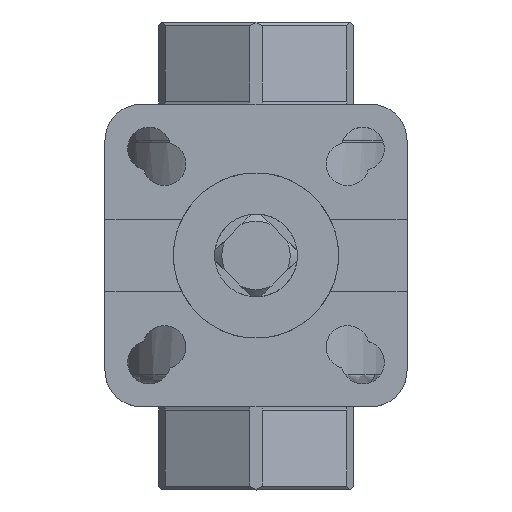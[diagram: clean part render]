
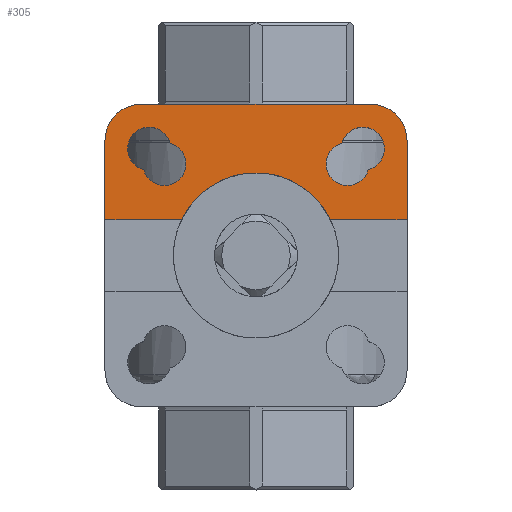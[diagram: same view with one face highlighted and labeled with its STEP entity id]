
A CAD part, top view. The second image highlights one B-rep face of the part: STEP entity #305.
In plain terms, the highlighted planar face has unit normal (0, 0, 1).
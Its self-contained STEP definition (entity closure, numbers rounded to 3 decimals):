
#305 = ADVANCED_FACE( '', ( #652, #653, #654 ), #655, .F. );
#652 = FACE_BOUND( '', #2129, .T. );
#653 = FACE_BOUND( '', #2130, .T. );
#654 = FACE_OUTER_BOUND( '', #2131, .T. );
#655 = PLANE( '', #2132 );
#2129 = EDGE_LOOP( '', ( #2974, #2975 ) );
#2130 = EDGE_LOOP( '', ( #2976, #2977 ) );
#2131 = EDGE_LOOP( '', ( #2978, #2979, #2980, #2981, #2982, #2983, #2984, #2985 ) );
#2132 = AXIS2_PLACEMENT_3D( '', #2986, #2987, #2988 );
#2974 = ORIENTED_EDGE( '', *, *, #3467, .T. );
#2975 = ORIENTED_EDGE( '', *, *, #3526, .T. );
#2976 = ORIENTED_EDGE( '', *, *, #3559, .T. );
#2977 = ORIENTED_EDGE( '', *, *, #3304, .T. );
#2978 = ORIENTED_EDGE( '', *, *, #3560, .T. );
#2979 = ORIENTED_EDGE( '', *, *, #3522, .T. );
#2980 = ORIENTED_EDGE( '', *, *, #3453, .F. );
#2981 = ORIENTED_EDGE( '', *, *, #3561, .T. );
#2982 = ORIENTED_EDGE( '', *, *, #3562, .F. );
#2983 = ORIENTED_EDGE( '', *, *, #3481, .T. );
#2984 = ORIENTED_EDGE( '', *, *, #3219, .F. );
#2985 = ORIENTED_EDGE( '', *, *, #3530, .T. );
#2986 = CARTESIAN_POINT( '', ( -21., 11.5, 40. ) );
#2987 = DIRECTION( '', ( 0., 0., -1. ) );
#2988 = DIRECTION( '', ( -1., 0., 0. ) );
#3219 = EDGE_CURVE( '', #3611, #3613, #3614, .T. );
#3304 = EDGE_CURVE( '', #3766, #3764, #3767, .T. );
#3453 = EDGE_CURVE( '', #3995, #3996, #3997, .T. );
#3467 = EDGE_CURVE( '', #4019, #4017, #4020, .T. );
#3481 = EDGE_CURVE( '', #4038, #3613, #4039, .F. );
#3522 = EDGE_CURVE( '', #4092, #3996, #4093, .T. );
#3526 = EDGE_CURVE( '', #4017, #4019, #4097, .T. );
#3530 = EDGE_CURVE( '', #3611, #4101, #4103, .T. );
#3559 = EDGE_CURVE( '', #3764, #3766, #4135, .T. );
#3560 = EDGE_CURVE( '', #4101, #4092, #4136, .T. );
#3561 = EDGE_CURVE( '', #3995, #4137, #4138, .F. );
#3562 = EDGE_CURVE( '', #4038, #4137, #4139, .T. );
#3611 = VERTEX_POINT( '', #4195 );
#3613 = VERTEX_POINT( '', #4198 );
#3614 = LINE( '', #4199, #4200 );
#3764 = VERTEX_POINT( '', #4683 );
#3766 = VERTEX_POINT( '', #4686 );
#3767 = CIRCLE( '', #4687, 3. );
#3995 = VERTEX_POINT( '', #5079 );
#3996 = VERTEX_POINT( '', #5080 );
#3997 = LINE( '', #5081, #5082 );
#4017 = VERTEX_POINT( '', #5268 );
#4019 = VERTEX_POINT( '', #5271 );
#4020 = CIRCLE( '', #5272, 3. );
#4038 = VERTEX_POINT( '', #5296 );
#4039 = CIRCLE( '', #5297, 5. );
#4092 = VERTEX_POINT( '', #5369 );
#4093 = LINE( '', #5370, #5371 );
#4097 = CIRCLE( '', #5376, 3. );
#4101 = VERTEX_POINT( '', #5381 );
#4103 = LINE( '', #5384, #5385 );
#4135 = CIRCLE( '', #5454, 3. );
#4136 = CIRCLE( '', #5455, 11.5 );
#4137 = VERTEX_POINT( '', #5456 );
#4138 = CIRCLE( '', #5457, 5. );
#4139 = LINE( '', #5458, #5459 );
#4195 = CARTESIAN_POINT( '', ( -21., 37.5, 40. ) );
#4198 = CARTESIAN_POINT( '', ( -21., 48.5, 40. ) );
#4199 = CARTESIAN_POINT( '', ( -21., 11.5, 40. ) );
#4200 = VECTOR( '', #5516, 1000. );
#4683 = CARTESIAN_POINT( '', ( 11.953, 48.117, 40. ) );
#4686 = CARTESIAN_POINT( '', ( 15.627, 44.443, 40. ) );
#4687 = AXIS2_PLACEMENT_3D( '', #5606, #5607, #5608 );
#5079 = CARTESIAN_POINT( '', ( 21., 48.5, 40. ) );
#5080 = CARTESIAN_POINT( '', ( 21., 37.5, 40. ) );
#5081 = CARTESIAN_POINT( '', ( 21., 53.5, 40. ) );
#5082 = VECTOR( '', #5793, 1000. );
#5268 = CARTESIAN_POINT( '', ( -15.627, 44.443, 40. ) );
#5271 = CARTESIAN_POINT( '', ( -11.953, 48.117, 40. ) );
#5272 = AXIS2_PLACEMENT_3D( '', #5811, #5812, #5813 );
#5296 = CARTESIAN_POINT( '', ( -16., 53.5, 40. ) );
#5297 = AXIS2_PLACEMENT_3D( '', #5829, #5830, #5831 );
#5369 = CARTESIAN_POINT( '', ( 10.356, 37.5, 40. ) );
#5370 = CARTESIAN_POINT( '', ( 9., 37.5, 40. ) );
#5371 = VECTOR( '', #5875, 1000. );
#5376 = AXIS2_PLACEMENT_3D( '', #5880, #5881, #5882 );
#5381 = CARTESIAN_POINT( '', ( -10.356, 37.5, 40. ) );
#5384 = CARTESIAN_POINT( '', ( -21., 37.5, 40. ) );
#5385 = VECTOR( '', #5885, 1000. );
#5454 = AXIS2_PLACEMENT_3D( '', #5908, #5909, #5910 );
#5455 = AXIS2_PLACEMENT_3D( '', #5911, #5912, #5913 );
#5456 = CARTESIAN_POINT( '', ( 16., 53.5, 40. ) );
#5457 = AXIS2_PLACEMENT_3D( '', #5914, #5915, #5916 );
#5458 = CARTESIAN_POINT( '', ( -21., 53.5, 40. ) );
#5459 = VECTOR( '', #5917, 1000. );
#5516 = DIRECTION( '', ( 0., 1., 0. ) );
#5606 = CARTESIAN_POINT( '', ( 12.73, 45.22, 40. ) );
#5607 = DIRECTION( '', ( 0., 0., -1. ) );
#5608 = DIRECTION( '', ( -1., 0., 0. ) );
#5793 = DIRECTION( '', ( 0., -1., 0. ) );
#5811 = CARTESIAN_POINT( '', ( -12.73, 45.22, 40. ) );
#5812 = DIRECTION( '', ( 0., 0., -1. ) );
#5813 = DIRECTION( '', ( -1., 0., 0. ) );
#5829 = CARTESIAN_POINT( '', ( -16., 48.5, 40. ) );
#5830 = DIRECTION( '', ( 0., 0., -1. ) );
#5831 = DIRECTION( '', ( -1., 0., 0. ) );
#5875 = DIRECTION( '', ( 1., 0., 0. ) );
#5880 = CARTESIAN_POINT( '', ( -14.85, 47.34, 40. ) );
#5881 = DIRECTION( '', ( 0., 0., -1. ) );
#5882 = DIRECTION( '', ( -1., 0., 0. ) );
#5885 = DIRECTION( '', ( 1., 0., 0. ) );
#5908 = CARTESIAN_POINT( '', ( 14.85, 47.34, 40. ) );
#5909 = DIRECTION( '', ( 0., 0., -1. ) );
#5910 = DIRECTION( '', ( -1., 0., 0. ) );
#5911 = CARTESIAN_POINT( '', ( 0., 32.5, 40. ) );
#5912 = DIRECTION( '', ( 0., 0., -1. ) );
#5913 = DIRECTION( '', ( 1., 0., 0. ) );
#5914 = CARTESIAN_POINT( '', ( 16., 48.5, 40. ) );
#5915 = DIRECTION( '', ( 0., 0., -1. ) );
#5916 = DIRECTION( '', ( -1., 0., 0. ) );
#5917 = DIRECTION( '', ( 1., 0., 0. ) );
